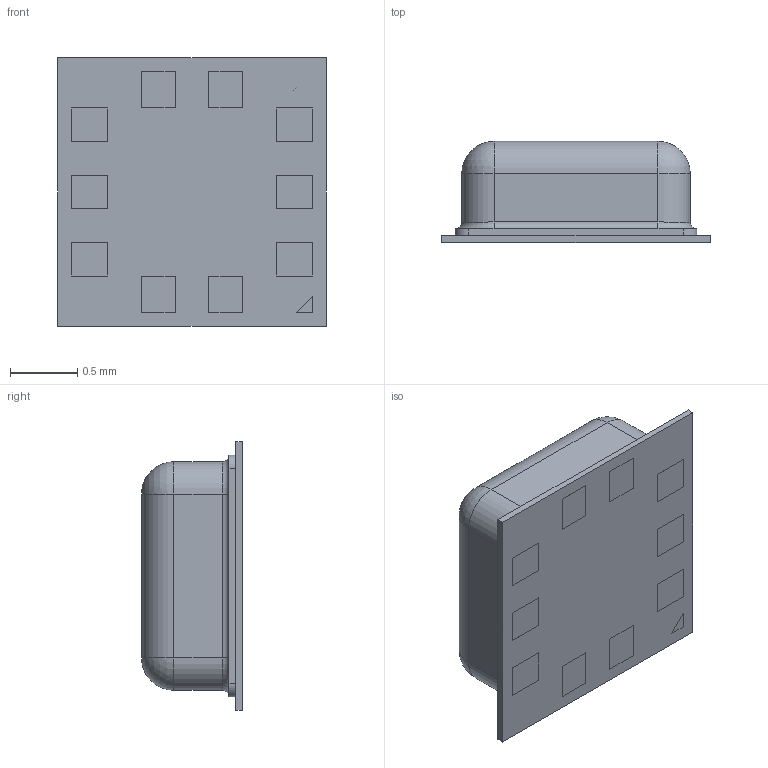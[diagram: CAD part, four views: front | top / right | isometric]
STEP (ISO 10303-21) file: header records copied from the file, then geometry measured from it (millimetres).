
FILE_DESCRIPTION (( 'STEP AP214' ), '1' );
FILE_NAME ('BMP38X.STEP', '2018-11-20T22:09:56', ( '' ), ( '' ), 'SwSTEP 2.0', 'SolidWorks 2018', '' );
FILE_SCHEMA (( 'AUTOMOTIVE_DESIGN' ));
Length unit declared in the file: millimetre
Products named in the file (1): BMP38X
Bounding box: 2 x 0.75 x 2 mm (x, y, z)
Volume: 2.1 mm3; surface area: 12.2 mm2
Topology: 1 solids, 1 shells, 100 faces, 231 edges, 142 vertices
Faces by surface type: plane 74, cylinder 18, sphere 4, torus 4
Entity records: 2946 total; most frequent: CARTESIAN_POINT 470, DIRECTION 469, ORIENTED_EDGE 454, EDGE_CURVE 227, VECTOR 187, LINE 187, VERTEX_POINT 142, AXIS2_PLACEMENT_3D 141
